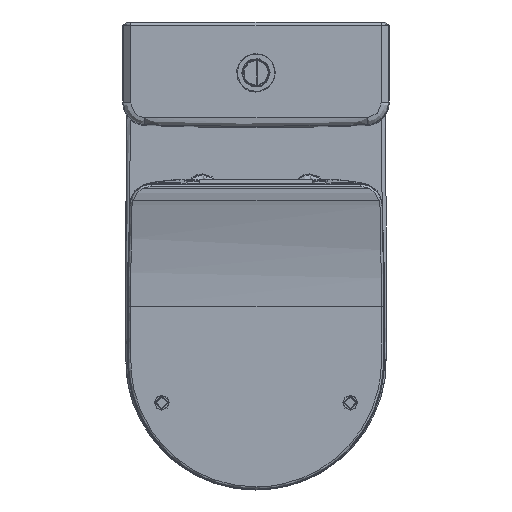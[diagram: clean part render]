
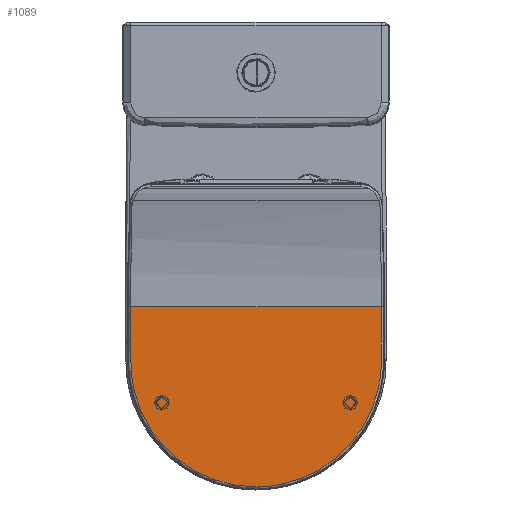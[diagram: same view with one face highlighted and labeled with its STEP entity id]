
A CAD part, top view. The second image highlights one B-rep face of the part: STEP entity #1089.
In plain terms, the highlighted face is planar.
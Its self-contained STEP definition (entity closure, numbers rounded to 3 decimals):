
#1089=ADVANCED_FACE('',(#2873),#26487,.T.);
#2873=FACE_OUTER_BOUND('',#4601,.T.);
#4601=EDGE_LOOP('',(#9898,#9899,#9900));
#9898=ORIENTED_EDGE('',*,*,#16119,.T.);
#9899=ORIENTED_EDGE('',*,*,#16120,.F.);
#9900=ORIENTED_EDGE('',*,*,#16121,.F.);
#16119=EDGE_CURVE('',#23706,#23707,#20949,.T.);
#16120=EDGE_CURVE('',#23705,#23707,#20950,.T.);
#16121=EDGE_CURVE('',#23706,#23705,#20951,.T.);
#20949=B_SPLINE_CURVE_WITH_KNOTS('',1,(#91659,#91660),.UNSPECIFIED.,.F.,
 .F.,(2,2),(0.,350.902),.UNSPECIFIED.);
#20950=B_SPLINE_CURVE_WITH_KNOTS('',3,(#91661,#91662,#91663,#91664,#91665,
#91666,#91667,#91668,#91669,#91670,#91671,#91672,#91673),.UNSPECIFIED.,
 .F.,.F.,(4,1,1,1,1,1,1,1,1,1,4),(-355.173,-266.38,-221.983,
-177.587,-133.19,-110.992,-88.793,
-66.595,-44.397,-22.198,0.),.UNSPECIFIED.);
#20951=B_SPLINE_CURVE_WITH_KNOTS('',3,(#91674,#91675,#91676,#91677,#91678,
#91679,#91680,#91681,#91682,#91683,#91684,#91685,#91686),.UNSPECIFIED.,
 .F.,.F.,(4,1,1,1,1,1,1,1,1,1,4),(-355.173,-332.975,-310.776,
-288.578,-266.38,-244.182,-221.983,
-177.587,-133.19,-88.793,0.),.UNSPECIFIED.);
#23705=VERTEX_POINT('',#91268);
#23706=VERTEX_POINT('',#91269);
#23707=VERTEX_POINT('',#91270);
#26487=PLANE('',#27323);
#27323=AXIS2_PLACEMENT_3D('',#82834,#28063,$);
#28063=DIRECTION('',(1.,0.,0.));
#82834=CARTESIAN_POINT('',(8.,-279.713,-210.715));
#91268=CARTESIAN_POINT('',(8.,-2.049,0.));
#91269=CARTESIAN_POINT('',(8.,-254.46,175.451));
#91270=CARTESIAN_POINT('',(8.,-254.46,-175.451));
#91659=CARTESIAN_POINT('',(8.,-254.46,175.451));
#91660=CARTESIAN_POINT('',(8.,-254.46,-175.451));
#91661=CARTESIAN_POINT('',(8.,-2.049,0.));
#91662=CARTESIAN_POINT('',(8.,-2.049,-29.346));
#91663=CARTESIAN_POINT('',(8.,-13.351,-73.313));
#91664=CARTESIAN_POINT('',(8.,-48.099,-121.199));
#91665=CARTESIAN_POINT('',(8.,-82.233,-149.532));
#91666=CARTESIAN_POINT('',(8.,-115.656,-165.347));
#91667=CARTESIAN_POINT('',(8.,-144.119,-172.701));
#91668=CARTESIAN_POINT('',(8.,-165.978,-175.586));
#91669=CARTESIAN_POINT('',(8.,-188.061,-175.401));
#91670=CARTESIAN_POINT('',(8.,-210.203,-175.467));
#91671=CARTESIAN_POINT('',(8.,-232.33,-175.446));
#91672=CARTESIAN_POINT('',(8.,-247.083,-175.451));
#91673=CARTESIAN_POINT('',(8.,-254.46,-175.451));
#91674=CARTESIAN_POINT('',(8.,-254.46,175.451));
#91675=CARTESIAN_POINT('',(8.,-247.083,175.451));
#91676=CARTESIAN_POINT('',(8.,-232.33,175.446));
#91677=CARTESIAN_POINT('',(8.,-210.203,175.467));
#91678=CARTESIAN_POINT('',(8.,-188.061,175.401));
#91679=CARTESIAN_POINT('',(8.,-165.978,175.586));
#91680=CARTESIAN_POINT('',(8.,-144.119,172.701));
#91681=CARTESIAN_POINT('',(8.,-115.656,165.347));
#91682=CARTESIAN_POINT('',(8.,-82.233,149.532));
#91683=CARTESIAN_POINT('',(8.,-48.099,121.199));
#91684=CARTESIAN_POINT('',(8.,-13.351,73.313));
#91685=CARTESIAN_POINT('',(8.,-2.049,29.346));
#91686=CARTESIAN_POINT('',(8.,-2.049,0.));
